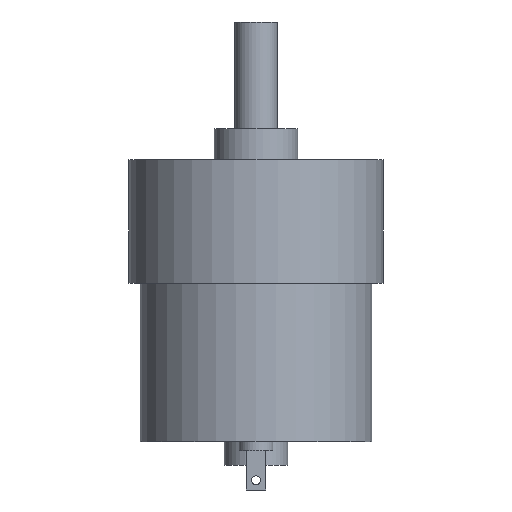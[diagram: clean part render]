
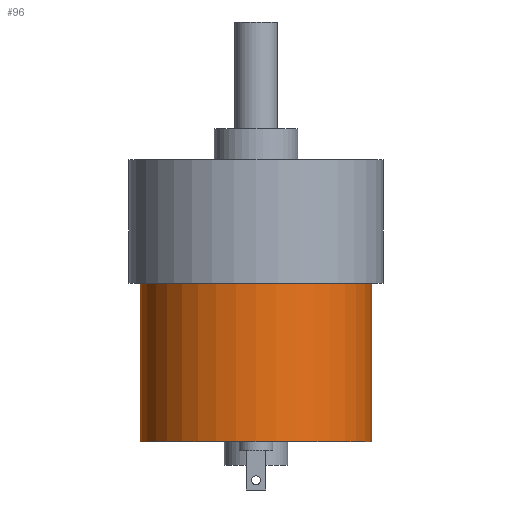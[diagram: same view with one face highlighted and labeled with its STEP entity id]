
A CAD part, front view. The second image highlights one B-rep face of the part: STEP entity #96.
In plain terms, the highlighted cylindrical face has radius 16.51 mm (diameter 33.02 mm), a partial arc.
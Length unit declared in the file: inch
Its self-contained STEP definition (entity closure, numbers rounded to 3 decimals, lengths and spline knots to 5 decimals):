
#49 = EDGE_CURVE ( 'NONE', #317, #105, #1523, .T. ) ;
#96 = ADVANCED_FACE ( 'NONE', ( #1840 ), #1437, .T. ) ;
#97 = AXIS2_PLACEMENT_3D ( 'NONE', #1844, #1004, #102 ) ;
#101 = ORIENTED_EDGE ( 'NONE', *, *, #104, .T. ) ;
#102 = DIRECTION ( 'NONE',  ( -1., 0., 0. ) ) ;
#104 = EDGE_CURVE ( 'NONE', #512, #693, #276, .T. ) ;
#105 = VERTEX_POINT ( 'NONE', #1527 ) ;
#128 = DIRECTION ( 'NONE',  ( 1., 0., 0. ) ) ;
#244 = CIRCLE ( 'NONE', #97, 0.65 ) ;
#276 = LINE ( 'NONE', #1280, #1796 ) ;
#284 = AXIS2_PLACEMENT_3D ( 'NONE', #589, #1836, #871 ) ;
#317 = VERTEX_POINT ( 'NONE', #889 ) ;
#401 = EDGE_LOOP ( 'NONE', ( #509, #877, #101, #548 ) ) ;
#509 = ORIENTED_EDGE ( 'NONE', *, *, #49, .F. ) ;
#512 = VERTEX_POINT ( 'NONE', #1616 ) ;
#548 = ORIENTED_EDGE ( 'NONE', *, *, #1214, .T. ) ;
#589 = CARTESIAN_POINT ( 'NONE',  ( 0., 0., -0.89 ) ) ;
#652 = CARTESIAN_POINT ( 'NONE',  ( 0.65, 0., 0. ) ) ;
#693 = VERTEX_POINT ( 'NONE', #652 ) ;
#739 = AXIS2_PLACEMENT_3D ( 'NONE', #1867, #1030, #128 ) ;
#779 = VECTOR ( 'NONE', #944, 39.37008 ) ;
#861 = DIRECTION ( 'NONE',  ( 0., 0., 1. ) ) ;
#866 = CIRCLE ( 'NONE', #739, 0.65 ) ;
#871 = DIRECTION ( 'NONE',  ( 1., 0., 0. ) ) ;
#877 = ORIENTED_EDGE ( 'NONE', *, *, #1106, .F. ) ;
#889 = CARTESIAN_POINT ( 'NONE',  ( -0.65, 0., -0.89 ) ) ;
#944 = DIRECTION ( 'NONE',  ( 0., 0., 1. ) ) ;
#1004 = DIRECTION ( 'NONE',  ( 0., 0., -1. ) ) ;
#1030 = DIRECTION ( 'NONE',  ( 0., 0., -1. ) ) ;
#1106 = EDGE_CURVE ( 'NONE', #512, #317, #244, .T. ) ;
#1214 = EDGE_CURVE ( 'NONE', #693, #105, #866, .T. ) ;
#1280 = CARTESIAN_POINT ( 'NONE',  ( 0.65, 0., -0.89 ) ) ;
#1325 = CARTESIAN_POINT ( 'NONE',  ( -0.65, 0., -0.89 ) ) ;
#1437 = CYLINDRICAL_SURFACE ( 'NONE', #284, 0.65 ) ;
#1523 = LINE ( 'NONE', #1325, #779 ) ;
#1527 = CARTESIAN_POINT ( 'NONE',  ( -0.65, 0., 0. ) ) ;
#1616 = CARTESIAN_POINT ( 'NONE',  ( 0.65, 0., -0.89 ) ) ;
#1796 = VECTOR ( 'NONE', #861, 39.37008 ) ;
#1836 = DIRECTION ( 'NONE',  ( 0., 0., 1. ) ) ;
#1840 = FACE_OUTER_BOUND ( 'NONE', #401, .T. ) ;
#1844 = CARTESIAN_POINT ( 'NONE',  ( 0., 0., -0.89 ) ) ;
#1867 = CARTESIAN_POINT ( 'NONE',  ( 0., 0., 0. ) ) ;
